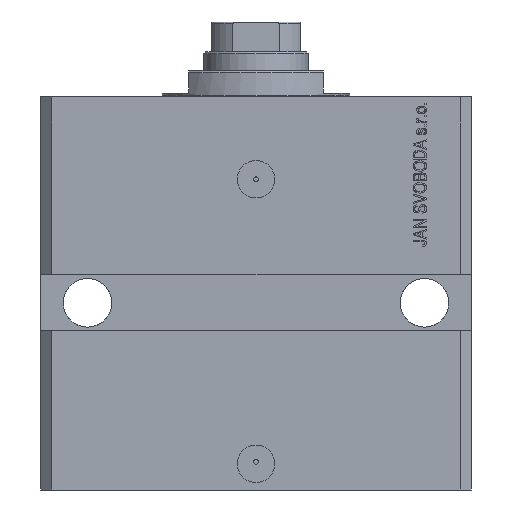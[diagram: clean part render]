
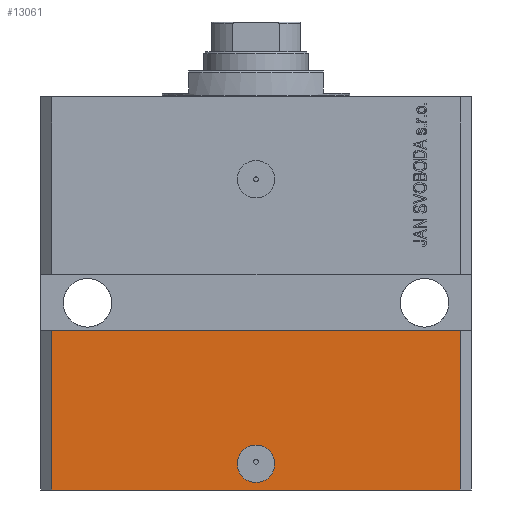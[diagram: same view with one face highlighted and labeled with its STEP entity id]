
A CAD part, front view. The second image highlights one B-rep face of the part: STEP entity #13061.
In plain terms, the highlighted planar face has unit normal (0, -1, 0).
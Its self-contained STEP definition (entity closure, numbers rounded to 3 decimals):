
#1874 = DIRECTION ( 'NONE',  ( 1., 0., 0. ) ) ;
#2494 = EDGE_LOOP ( 'NONE', ( #28431, #11491 ) ) ;
#2905 = CIRCLE ( 'NONE', #34019, 5. ) ;
#2978 = VERTEX_POINT ( 'NONE', #41396 ) ;
#5014 = VECTOR ( 'NONE', #44271, 1000. ) ;
#5879 = ORIENTED_EDGE ( 'NONE', *, *, #30220, .F. ) ;
#6180 = ORIENTED_EDGE ( 'NONE', *, *, #22027, .T. ) ;
#6359 = CARTESIAN_POINT ( 'NONE',  ( 54.5, -45., -105. ) ) ;
#6480 = FACE_OUTER_BOUND ( 'NONE', #29682, .T. ) ;
#6595 = DIRECTION ( 'NONE',  ( 0., 0., 1. ) ) ;
#7040 = AXIS2_PLACEMENT_3D ( 'NONE', #21113, #35261, #20413 ) ;
#8149 = DIRECTION ( 'NONE',  ( 0., -1., 0. ) ) ;
#9306 = DIRECTION ( 'NONE',  ( 0., -1., 0. ) ) ;
#11491 = ORIENTED_EDGE ( 'NONE', *, *, #39850, .F. ) ;
#12709 = LINE ( 'NONE', #40346, #5014 ) ;
#13061 = ADVANCED_FACE ( 'NONE', ( #38520, #6480 ), #14150, .T. ) ;
#14150 = PLANE ( 'NONE',  #7040 ) ;
#14826 = CIRCLE ( 'NONE', #21489, 5. ) ;
#15076 = LINE ( 'NONE', #21812, #30141 ) ;
#17705 = CARTESIAN_POINT ( 'NONE',  ( -54.5, -45., -105. ) ) ;
#18764 = CARTESIAN_POINT ( 'NONE',  ( 5., -45., -98. ) ) ;
#19741 = VECTOR ( 'NONE', #6595, 1000. ) ;
#20413 = DIRECTION ( 'NONE',  ( 1., 0., 0. ) ) ;
#20763 = VERTEX_POINT ( 'NONE', #26849 ) ;
#21113 = CARTESIAN_POINT ( 'NONE',  ( -54.5, -45., -105. ) ) ;
#21489 = AXIS2_PLACEMENT_3D ( 'NONE', #40645, #9306, #1874 ) ;
#21812 = CARTESIAN_POINT ( 'NONE',  ( -57.5, -45., -62.5 ) ) ;
#22027 = EDGE_CURVE ( 'NONE', #20763, #24074, #30969, .T. ) ;
#23126 = EDGE_CURVE ( 'NONE', #26249, #24074, #15076, .T. ) ;
#24074 = VERTEX_POINT ( 'NONE', #29238 ) ;
#24195 = LINE ( 'NONE', #17705, #42228 ) ;
#25788 = CARTESIAN_POINT ( 'NONE',  ( 0., -45., -98. ) ) ;
#26249 = VERTEX_POINT ( 'NONE', #30218 ) ;
#26849 = CARTESIAN_POINT ( 'NONE',  ( 54.5, -45., -105. ) ) ;
#27505 = ORIENTED_EDGE ( 'NONE', *, *, #36351, .T. ) ;
#28380 = VERTEX_POINT ( 'NONE', #18764 ) ;
#28431 = ORIENTED_EDGE ( 'NONE', *, *, #37550, .F. ) ;
#29238 = CARTESIAN_POINT ( 'NONE',  ( 54.5, -45., -62.5 ) ) ;
#29573 = VERTEX_POINT ( 'NONE', #42403 ) ;
#29682 = EDGE_LOOP ( 'NONE', ( #45775, #5879, #27505, #6180 ) ) ;
#30141 = VECTOR ( 'NONE', #35962, 1000. ) ;
#30218 = CARTESIAN_POINT ( 'NONE',  ( -54.5, -45., -62.5 ) ) ;
#30220 = EDGE_CURVE ( 'NONE', #2978, #26249, #12709, .T. ) ;
#30969 = LINE ( 'NONE', #6359, #19741 ) ;
#34019 = AXIS2_PLACEMENT_3D ( 'NONE', #25788, #8149, #42004 ) ;
#34632 = DIRECTION ( 'NONE',  ( 1., 0., 0. ) ) ;
#35261 = DIRECTION ( 'NONE',  ( 0., -1., 0. ) ) ;
#35962 = DIRECTION ( 'NONE',  ( 1., 0., 0. ) ) ;
#36351 = EDGE_CURVE ( 'NONE', #2978, #20763, #24195, .T. ) ;
#37550 = EDGE_CURVE ( 'NONE', #28380, #29573, #14826, .T. ) ;
#38520 = FACE_BOUND ( 'NONE', #2494, .T. ) ;
#39850 = EDGE_CURVE ( 'NONE', #29573, #28380, #2905, .T. ) ;
#40346 = CARTESIAN_POINT ( 'NONE',  ( -54.5, -45., -105. ) ) ;
#40645 = CARTESIAN_POINT ( 'NONE',  ( 0., -45., -98. ) ) ;
#41396 = CARTESIAN_POINT ( 'NONE',  ( -54.5, -45., -105. ) ) ;
#42004 = DIRECTION ( 'NONE',  ( 1., 0., 0. ) ) ;
#42228 = VECTOR ( 'NONE', #34632, 1000. ) ;
#42403 = CARTESIAN_POINT ( 'NONE',  ( -5., -45., -98. ) ) ;
#44271 = DIRECTION ( 'NONE',  ( 0., 0., 1. ) ) ;
#45775 = ORIENTED_EDGE ( 'NONE', *, *, #23126, .F. ) ;
